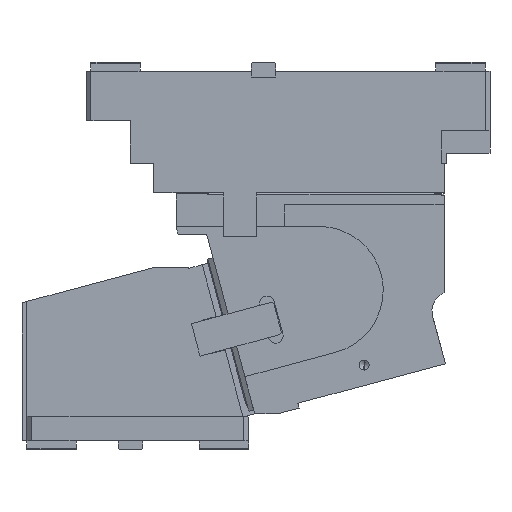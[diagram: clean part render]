
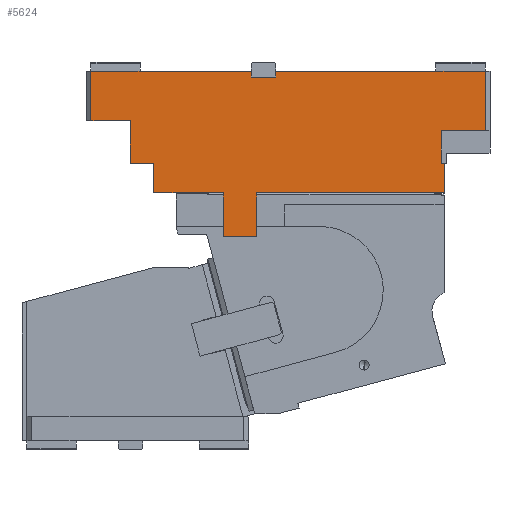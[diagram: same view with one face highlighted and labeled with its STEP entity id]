
A CAD part, front view. The second image highlights one B-rep face of the part: STEP entity #5624.
In plain terms, the highlighted planar face has unit normal (0, -1, 0).
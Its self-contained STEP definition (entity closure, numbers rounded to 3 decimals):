
#120=CARTESIAN_POINT('Vertex',(139.35,-150.,-123.49)) ;
#123=CARTESIAN_POINT('Line Origine',(104.1,-150.,-123.49)) ;
#127=CARTESIAN_POINT('Vertex',(68.85,-150.,-123.49)) ;
#218=CARTESIAN_POINT('Vertex',(363.85,-150.,-123.49)) ;
#221=CARTESIAN_POINT('Line Origine',(268.6,-150.,-123.49)) ;
#225=CARTESIAN_POINT('Vertex',(173.35,-150.,-123.49)) ;
#507=CARTESIAN_POINT('Vertex',(139.35,-150.,-167.99)) ;
#510=CARTESIAN_POINT('Line Origine',(139.35,-150.,-145.74)) ;
#533=CARTESIAN_POINT('Vertex',(173.35,-150.,-167.99)) ;
#536=CARTESIAN_POINT('Line Origine',(156.35,-150.,-167.99)) ;
#553=CARTESIAN_POINT('Line Origine',(173.35,-150.,-145.74)) ;
#585=CARTESIAN_POINT('Vertex',(167.5,-150.,0.)) ;
#588=CARTESIAN_POINT('Line Origine',(167.5,-150.,-3.)) ;
#592=CARTESIAN_POINT('Vertex',(167.5,-150.,-6.)) ;
#1552=CARTESIAN_POINT('Vertex',(363.85,-150.,-93.49)) ;
#1555=CARTESIAN_POINT('Line Origine',(363.85,-150.,-108.49)) ;
#3114=CARTESIAN_POINT('Vertex',(5.,-150.,-50.)) ;
#3117=CARTESIAN_POINT('Line Origine',(5.,-150.,-25.)) ;
#3121=CARTESIAN_POINT('Vertex',(5.,-150.,0.)) ;
#3329=CARTESIAN_POINT('Vertex',(45.,-150.,-50.)) ;
#3332=CARTESIAN_POINT('Line Origine',(25.,-150.,-50.)) ;
#3453=CARTESIAN_POINT('Line Origine',(68.85,-150.,-108.49)) ;
#3457=CARTESIAN_POINT('Vertex',(68.85,-150.,-93.49)) ;
#3481=CARTESIAN_POINT('Line Origine',(56.925,-150.,-93.49)) ;
#3485=CARTESIAN_POINT('Vertex',(45.,-150.,-93.49)) ;
#3522=CARTESIAN_POINT('Line Origine',(45.,-150.,-71.745)) ;
#4397=CARTESIAN_POINT('Vertex',(192.5,-150.,0.)) ;
#4400=CARTESIAN_POINT('Line Origine',(298.75,-150.,0.)) ;
#4404=CARTESIAN_POINT('Vertex',(405.,-150.,0.)) ;
#4478=CARTESIAN_POINT('Vertex',(192.5,-150.,-6.)) ;
#4481=CARTESIAN_POINT('Line Origine',(192.5,-150.,-3.)) ;
#4498=CARTESIAN_POINT('Line Origine',(180.,-150.,-6.)) ;
#5238=CARTESIAN_POINT('Line Origine',(86.25,-150.,0.)) ;
#5448=CARTESIAN_POINT('Line Origine',(405.,-150.,-30.05)) ;
#5452=CARTESIAN_POINT('Vertex',(405.,-150.,-60.1)) ;
#5578=CARTESIAN_POINT('Axis2P3D Location',(0.,-150.,0.)) ;
#5583=CARTESIAN_POINT('Line Origine',(362.06,-150.,-93.49)) ;
#5587=CARTESIAN_POINT('Vertex',(360.27,-150.,-93.49)) ;
#5590=CARTESIAN_POINT('Line Origine',(360.27,-150.,-76.795)) ;
#5594=CARTESIAN_POINT('Vertex',(360.27,-150.,-60.1)) ;
#5597=CARTESIAN_POINT('Line Origine',(382.635,-150.,-60.1)) ;
#124=DIRECTION('Vector Direction',(1.,0.,0.)) ;
#222=DIRECTION('Vector Direction',(-1.,0.,0.)) ;
#511=DIRECTION('Vector Direction',(0.,0.,1.)) ;
#537=DIRECTION('Vector Direction',(1.,0.,0.)) ;
#554=DIRECTION('Vector Direction',(0.,0.,1.)) ;
#589=DIRECTION('Vector Direction',(0.,0.,1.)) ;
#1556=DIRECTION('Vector Direction',(0.,0.,-1.)) ;
#3118=DIRECTION('Vector Direction',(0.,0.,-1.)) ;
#3333=DIRECTION('Vector Direction',(1.,0.,0.)) ;
#3454=DIRECTION('Vector Direction',(0.,0.,-1.)) ;
#3482=DIRECTION('Vector Direction',(-1.,0.,0.)) ;
#3523=DIRECTION('Vector Direction',(0.,0.,-1.)) ;
#4401=DIRECTION('Vector Direction',(1.,0.,0.)) ;
#4482=DIRECTION('Vector Direction',(0.,0.,-1.)) ;
#4499=DIRECTION('Vector Direction',(1.,0.,0.)) ;
#5239=DIRECTION('Vector Direction',(1.,0.,0.)) ;
#5449=DIRECTION('Vector Direction',(0.,0.,1.)) ;
#5579=DIRECTION('Axis2P3D Direction',(0.,1.,0.)) ;
#5580=DIRECTION('Axis2P3D XDirection',(0.,0.,1.)) ;
#5584=DIRECTION('Vector Direction',(1.,0.,0.)) ;
#5591=DIRECTION('Vector Direction',(0.,0.,1.)) ;
#5598=DIRECTION('Vector Direction',(1.,0.,0.)) ;
#5581=AXIS2_PLACEMENT_3D('Plane Axis2P3D',#5578,#5579,#5580) ;
#5603=ORIENTED_EDGE('',*,*,#4502,.F.) ;
#5604=ORIENTED_EDGE('',*,*,#594,.T.) ;
#5605=ORIENTED_EDGE('',*,*,#5242,.F.) ;
#5606=ORIENTED_EDGE('',*,*,#3123,.T.) ;
#5607=ORIENTED_EDGE('',*,*,#3336,.T.) ;
#5608=ORIENTED_EDGE('',*,*,#3526,.T.) ;
#5609=ORIENTED_EDGE('',*,*,#3487,.F.) ;
#5610=ORIENTED_EDGE('',*,*,#3459,.T.) ;
#5611=ORIENTED_EDGE('',*,*,#129,.T.) ;
#5612=ORIENTED_EDGE('',*,*,#514,.F.) ;
#5613=ORIENTED_EDGE('',*,*,#540,.T.) ;
#5614=ORIENTED_EDGE('',*,*,#557,.T.) ;
#5615=ORIENTED_EDGE('',*,*,#227,.T.) ;
#5616=ORIENTED_EDGE('',*,*,#1559,.T.) ;
#5617=ORIENTED_EDGE('',*,*,#5589,.T.) ;
#5618=ORIENTED_EDGE('',*,*,#5596,.T.) ;
#5619=ORIENTED_EDGE('',*,*,#5601,.T.) ;
#5620=ORIENTED_EDGE('',*,*,#5454,.T.) ;
#5621=ORIENTED_EDGE('',*,*,#4406,.F.) ;
#5622=ORIENTED_EDGE('',*,*,#4485,.T.) ;
#125=VECTOR('Line Direction',#124,1.) ;
#223=VECTOR('Line Direction',#222,1.) ;
#512=VECTOR('Line Direction',#511,1.) ;
#538=VECTOR('Line Direction',#537,1.) ;
#555=VECTOR('Line Direction',#554,1.) ;
#590=VECTOR('Line Direction',#589,1.) ;
#1557=VECTOR('Line Direction',#1556,1.) ;
#3119=VECTOR('Line Direction',#3118,1.) ;
#3334=VECTOR('Line Direction',#3333,1.) ;
#3455=VECTOR('Line Direction',#3454,1.) ;
#3483=VECTOR('Line Direction',#3482,1.) ;
#3524=VECTOR('Line Direction',#3523,1.) ;
#4402=VECTOR('Line Direction',#4401,1.) ;
#4483=VECTOR('Line Direction',#4482,1.) ;
#4500=VECTOR('Line Direction',#4499,1.) ;
#5240=VECTOR('Line Direction',#5239,1.) ;
#5450=VECTOR('Line Direction',#5449,1.) ;
#5585=VECTOR('Line Direction',#5584,1.) ;
#5592=VECTOR('Line Direction',#5591,1.) ;
#5599=VECTOR('Line Direction',#5598,1.) ;
#5624=ADVANCED_FACE('CAM HOLDER',(#5623),#5582,.F.) ;
#129=EDGE_CURVE('',#128,#121,#126,.T.) ;
#227=EDGE_CURVE('',#226,#219,#224,.F.) ;
#514=EDGE_CURVE('',#508,#121,#513,.T.) ;
#540=EDGE_CURVE('',#508,#534,#539,.T.) ;
#557=EDGE_CURVE('',#534,#226,#556,.T.) ;
#594=EDGE_CURVE('',#593,#586,#591,.T.) ;
#1559=EDGE_CURVE('',#219,#1553,#1558,.F.) ;
#3123=EDGE_CURVE('',#3122,#3115,#3120,.T.) ;
#3336=EDGE_CURVE('',#3115,#3330,#3335,.T.) ;
#3459=EDGE_CURVE('',#3458,#128,#3456,.T.) ;
#3487=EDGE_CURVE('',#3458,#3486,#3484,.T.) ;
#3526=EDGE_CURVE('',#3330,#3486,#3525,.T.) ;
#4406=EDGE_CURVE('',#4398,#4405,#4403,.T.) ;
#4485=EDGE_CURVE('',#4398,#4479,#4484,.T.) ;
#4502=EDGE_CURVE('',#593,#4479,#4501,.T.) ;
#5242=EDGE_CURVE('',#3122,#586,#5241,.T.) ;
#5454=EDGE_CURVE('',#5453,#4405,#5451,.T.) ;
#5589=EDGE_CURVE('',#1553,#5588,#5586,.F.) ;
#5596=EDGE_CURVE('',#5588,#5595,#5593,.T.) ;
#5601=EDGE_CURVE('',#5595,#5453,#5600,.T.) ;
#5602=EDGE_LOOP('',(#5603,#5604,#5605,#5606,#5607,#5608,#5609,#5610,#5611,#5612,#5613,#5614,#5615,#5616,#5617,#5618,#5619,#5620,#5621,#5622)) ;
#5623=FACE_OUTER_BOUND('',#5602,.T.) ;
#126=LINE('Line',#123,#125) ;
#224=LINE('Line',#221,#223) ;
#513=LINE('Line',#510,#512) ;
#539=LINE('Line',#536,#538) ;
#556=LINE('Line',#553,#555) ;
#591=LINE('Line',#588,#590) ;
#1558=LINE('Line',#1555,#1557) ;
#3120=LINE('Line',#3117,#3119) ;
#3335=LINE('Line',#3332,#3334) ;
#3456=LINE('Line',#3453,#3455) ;
#3484=LINE('Line',#3481,#3483) ;
#3525=LINE('Line',#3522,#3524) ;
#4403=LINE('Line',#4400,#4402) ;
#4484=LINE('Line',#4481,#4483) ;
#4501=LINE('Line',#4498,#4500) ;
#5241=LINE('Line',#5238,#5240) ;
#5451=LINE('Line',#5448,#5450) ;
#5586=LINE('Line',#5583,#5585) ;
#5593=LINE('Line',#5590,#5592) ;
#5600=LINE('Line',#5597,#5599) ;
#5582=PLANE('Plane',#5581) ;
#121=VERTEX_POINT('',#120) ;
#128=VERTEX_POINT('',#127) ;
#219=VERTEX_POINT('',#218) ;
#226=VERTEX_POINT('',#225) ;
#508=VERTEX_POINT('',#507) ;
#534=VERTEX_POINT('',#533) ;
#586=VERTEX_POINT('',#585) ;
#593=VERTEX_POINT('',#592) ;
#1553=VERTEX_POINT('',#1552) ;
#3115=VERTEX_POINT('',#3114) ;
#3122=VERTEX_POINT('',#3121) ;
#3330=VERTEX_POINT('',#3329) ;
#3458=VERTEX_POINT('',#3457) ;
#3486=VERTEX_POINT('',#3485) ;
#4398=VERTEX_POINT('',#4397) ;
#4405=VERTEX_POINT('',#4404) ;
#4479=VERTEX_POINT('',#4478) ;
#5453=VERTEX_POINT('',#5452) ;
#5588=VERTEX_POINT('',#5587) ;
#5595=VERTEX_POINT('',#5594) ;
